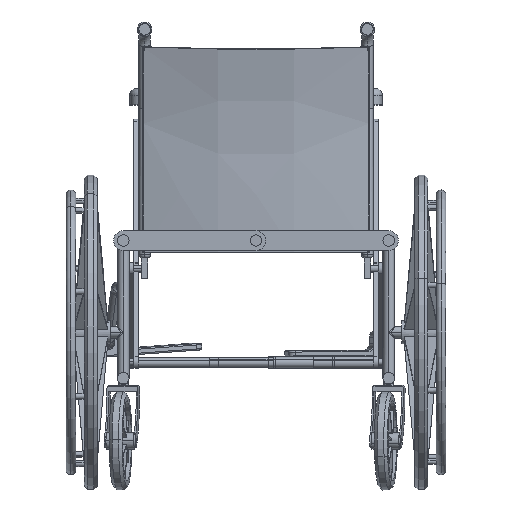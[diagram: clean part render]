
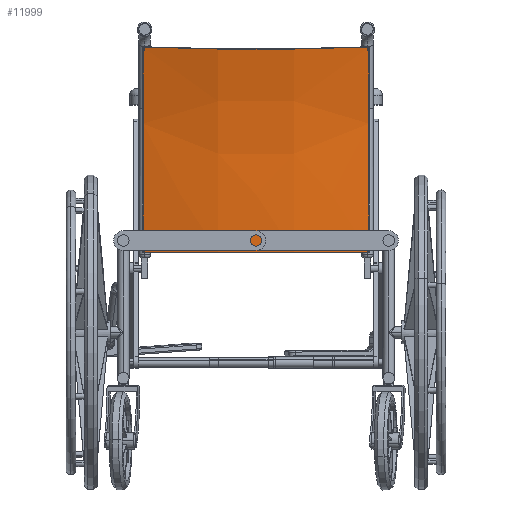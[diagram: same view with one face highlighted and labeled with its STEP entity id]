
A CAD part, top view. The second image highlights one B-rep face of the part: STEP entity #11999.
In plain terms, the highlighted free-form (B-spline) face has degree [3, 3] with [4, 4] control points.
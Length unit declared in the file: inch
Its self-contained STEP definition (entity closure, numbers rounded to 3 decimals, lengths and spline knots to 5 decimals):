
#413 = CARTESIAN_POINT ( 'NONE',  ( 17.1348, -17., -5.42817 ) ) ;
#735 = CARTESIAN_POINT ( 'NONE',  ( 8.5, -17., -42.05746 ) ) ;
#2487 = VERTEX_POINT ( 'NONE', #3101 ) ;
#2773 = CARTESIAN_POINT ( 'NONE',  ( -0.1348, -17., -5.42817 ) ) ;
#3046 = CARTESIAN_POINT ( 'NONE',  ( -0.1348, -17., -5.42817 ) ) ;
#3101 = CARTESIAN_POINT ( 'NONE',  ( -0.1348, -1.3453, -4.41519 ) ) ;
#3254 = VERTEX_POINT ( 'NONE', #3046 ) ;
#3761 = DIRECTION ( 'NONE',  ( 0., 0.986, 0.167 ) ) ;
#4084 = CARTESIAN_POINT ( 'NONE',  ( 11.45623, -6.54171, -4.08954 ) ) ;
#4280 = EDGE_CURVE ( 'NONE', #23331, #14725, #23277, .T. ) ;
#5219 = CARTESIAN_POINT ( 'NONE',  ( -0.1348, -6.54171, -5.42817 ) ) ;
#5257 = DIRECTION ( 'NONE',  ( 0., -0.167, 0.986 ) ) ;
#5520 = EDGE_CURVE ( 'NONE', #3254, #2487, #13046, .T. ) ;
#5598 = CARTESIAN_POINT ( 'NONE',  ( 17.1348, -17., -5.42817 ) ) ;
#6701 = FACE_OUTER_BOUND ( 'NONE', #9638, .T. ) ;
#7234 = EDGE_CURVE ( 'NONE', #2487, #14725, #22383, .T. ) ;
#7701 = CARTESIAN_POINT ( 'NONE',  ( 17.1348, -1.3453, -4.41519 ) ) ;
#7874 = DIRECTION ( 'NONE',  ( 0., 0., 1. ) ) ;
#9638 = EDGE_LOOP ( 'NONE', ( #16409, #22932, #22357, #15790 ) ) ;
#11416 = CARTESIAN_POINT ( 'NONE',  ( 17.1348, -6.50131, -5.28672 ) ) ;
#11441 = CARTESIAN_POINT ( 'NONE',  ( 17.1348, -6.54171, -5.42817 ) ) ;
#11651 = CARTESIAN_POINT ( 'NONE',  ( 11.45623, -6.72442, -3.9668 ) ) ;
#11999 = ADVANCED_FACE ( 'NONE', ( #6701 ), #14185, .T. ) ;
#12507 = CIRCLE ( 'NONE', #14459, 37.63329 ) ;
#12793 = CARTESIAN_POINT ( 'NONE',  ( -0.1348, -6.50131, -5.28672 ) ) ;
#12991 = AXIS2_PLACEMENT_3D ( 'NONE', #22157, #3761, #5257 ) ;
#13046 = B_SPLINE_CURVE_WITH_KNOTS ( 'NONE', 3,
 ( #2773, #21506, #18081, #19544 ),
 .UNSPECIFIED., .F., .F.,
 ( 4, 4 ),
 ( 0., 1. ),
 .UNSPECIFIED. ) ;
#13183 = CARTESIAN_POINT ( 'NONE',  ( 17.1348, -6.50131, -5.28672 ) ) ;
#14166 = EDGE_CURVE ( 'NONE', #3254, #23331, #12507, .T. ) ;
#14185 = B_SPLINE_SURFACE_WITH_KNOTS ( 'NONE', 3, 3, ( 
 ( #22116, #5219, #12793, #16128 ),
 ( #22225, #23587, #14268, #24192 ),
 ( #16951, #4084, #11651, #18671 ),
 ( #22812, #15342, #11416, #17184 ) ),
 .UNSPECIFIED., .F., .F., .F.,
 ( 4, 4 ),
 ( 4, 4 ),
 ( 0., 1. ),
 ( 0., 1. ),
 .UNSPECIFIED. ) ;
#14268 = CARTESIAN_POINT ( 'NONE',  ( 5.54377, -6.72442, -3.9668 ) ) ;
#14459 = AXIS2_PLACEMENT_3D ( 'NONE', #735, #15780, #7874 ) ;
#14725 = VERTEX_POINT ( 'NONE', #17510 ) ;
#15342 = CARTESIAN_POINT ( 'NONE',  ( 17.1348, -6.54171, -5.42817 ) ) ;
#15780 = DIRECTION ( 'NONE',  ( 0., 1., 0. ) ) ;
#15790 = ORIENTED_EDGE ( 'NONE', *, *, #5520, .F. ) ;
#16128 = CARTESIAN_POINT ( 'NONE',  ( -0.1348, -1.3453, -4.41519 ) ) ;
#16409 = ORIENTED_EDGE ( 'NONE', *, *, #14166, .T. ) ;
#16951 = CARTESIAN_POINT ( 'NONE',  ( 11.45623, -17., -4.08954 ) ) ;
#17184 = CARTESIAN_POINT ( 'NONE',  ( 17.1348, -1.3453, -4.41519 ) ) ;
#17510 = CARTESIAN_POINT ( 'NONE',  ( 17.1348, -1.3453, -4.41519 ) ) ;
#18081 = CARTESIAN_POINT ( 'NONE',  ( -0.1348, -6.50131, -5.28672 ) ) ;
#18671 = CARTESIAN_POINT ( 'NONE',  ( 11.45623, -1.56841, -3.09528 ) ) ;
#19544 = CARTESIAN_POINT ( 'NONE',  ( -0.1348, -1.3453, -4.41519 ) ) ;
#21506 = CARTESIAN_POINT ( 'NONE',  ( -0.1348, -6.54171, -5.42817 ) ) ;
#22116 = CARTESIAN_POINT ( 'NONE',  ( -0.1348, -17., -5.42817 ) ) ;
#22157 = CARTESIAN_POINT ( 'NONE',  ( 8.5, 4.75958, -40.53216 ) ) ;
#22225 = CARTESIAN_POINT ( 'NONE',  ( 5.54377, -17., -4.08954 ) ) ;
#22357 = ORIENTED_EDGE ( 'NONE', *, *, #7234, .F. ) ;
#22383 = CIRCLE ( 'NONE', #12991, 37.63329 ) ;
#22812 = CARTESIAN_POINT ( 'NONE',  ( 17.1348, -17., -5.42817 ) ) ;
#22932 = ORIENTED_EDGE ( 'NONE', *, *, #4280, .T. ) ;
#23277 = B_SPLINE_CURVE_WITH_KNOTS ( 'NONE', 3,
 ( #5598, #11441, #13183, #7701 ),
 .UNSPECIFIED., .F., .F.,
 ( 4, 4 ),
 ( 0., 1. ),
 .UNSPECIFIED. ) ;
#23331 = VERTEX_POINT ( 'NONE', #413 ) ;
#23587 = CARTESIAN_POINT ( 'NONE',  ( 5.54377, -6.54171, -4.08954 ) ) ;
#24192 = CARTESIAN_POINT ( 'NONE',  ( 5.54377, -1.56841, -3.09528 ) ) ;
